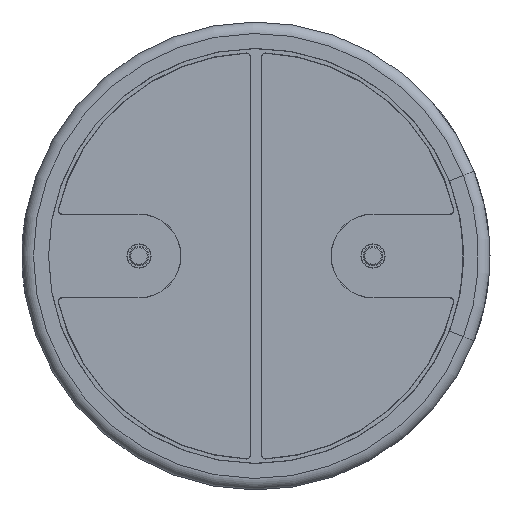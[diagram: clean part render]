
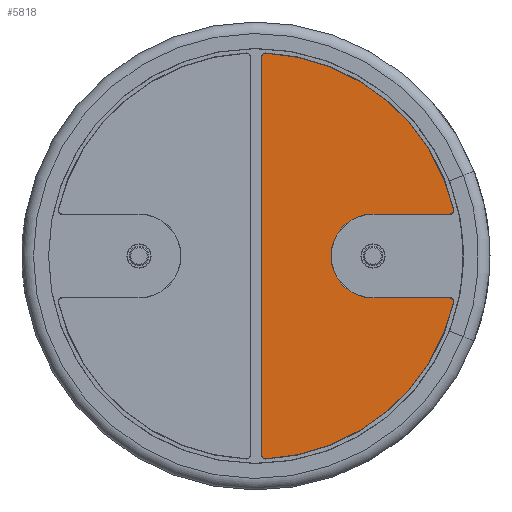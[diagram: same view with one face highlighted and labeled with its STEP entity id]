
A CAD part, front view. The second image highlights one B-rep face of the part: STEP entity #5818.
In plain terms, the highlighted planar face has unit normal (0, -1, 0).
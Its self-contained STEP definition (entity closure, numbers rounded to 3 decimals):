
#61=PLANE('',#6200);
#318=CIRCLE('',#6165,0.185);
#321=CIRCLE('',#6170,0.185);
#324=CIRCLE('',#6174,9.545);
#327=CIRCLE('',#6178,0.185);
#331=CIRCLE('',#6184,1.973);
#335=CIRCLE('',#6190,0.185);
#337=CIRCLE('',#6193,9.545);
#520=FACE_OUTER_BOUND('',#765,.T.);
#765=EDGE_LOOP('',(#4941,#4942,#4943,#4944,#4945,#4946,#4947,#4948,#4949,
#4950));
#1011=LINE('',#12142,#1236);
#1013=LINE('',#12166,#1238);
#1015=LINE('',#12178,#1240);
#1236=VECTOR('',#7006,10.);
#1238=VECTOR('',#7036,10.);
#1240=VECTOR('',#7050,10.);
#2459=VERTEX_POINT('',#12130);
#2462=VERTEX_POINT('',#12135);
#2464=VERTEX_POINT('',#12140);
#2466=VERTEX_POINT('',#12146);
#2468=VERTEX_POINT('',#12152);
#2470=VERTEX_POINT('',#12158);
#2472=VERTEX_POINT('',#12164);
#2474=VERTEX_POINT('',#12170);
#2476=VERTEX_POINT('',#12176);
#2478=VERTEX_POINT('',#12182);
#3298=EDGE_CURVE('',#2462,#2459,#318,.T.);
#3300=EDGE_CURVE('',#2464,#2462,#1011,.T.);
#3303=EDGE_CURVE('',#2466,#2464,#321,.T.);
#3306=EDGE_CURVE('',#2468,#2466,#324,.T.);
#3309=EDGE_CURVE('',#2470,#2468,#327,.T.);
#3312=EDGE_CURVE('',#2472,#2470,#1013,.T.);
#3315=EDGE_CURVE('',#2474,#2472,#331,.T.);
#3318=EDGE_CURVE('',#2476,#2474,#1015,.T.);
#3321=EDGE_CURVE('',#2478,#2476,#335,.T.);
#3323=EDGE_CURVE('',#2459,#2478,#337,.T.);
#4941=ORIENTED_EDGE('',*,*,#3298,.F.);
#4942=ORIENTED_EDGE('',*,*,#3300,.F.);
#4943=ORIENTED_EDGE('',*,*,#3303,.F.);
#4944=ORIENTED_EDGE('',*,*,#3306,.F.);
#4945=ORIENTED_EDGE('',*,*,#3309,.F.);
#4946=ORIENTED_EDGE('',*,*,#3312,.F.);
#4947=ORIENTED_EDGE('',*,*,#3315,.F.);
#4948=ORIENTED_EDGE('',*,*,#3318,.F.);
#4949=ORIENTED_EDGE('',*,*,#3321,.F.);
#4950=ORIENTED_EDGE('',*,*,#3323,.F.);
#5818=ADVANCED_FACE('',(#520),#61,.F.);
#6165=AXIS2_PLACEMENT_3D('',#12137,#7000,#7001);
#6170=AXIS2_PLACEMENT_3D('',#12148,#7012,#7013);
#6174=AXIS2_PLACEMENT_3D('',#12154,#7020,#7021);
#6178=AXIS2_PLACEMENT_3D('',#12160,#7028,#7029);
#6184=AXIS2_PLACEMENT_3D('',#12172,#7042,#7043);
#6190=AXIS2_PLACEMENT_3D('',#12184,#7056,#7057);
#6193=AXIS2_PLACEMENT_3D('',#12187,#7062,#7063);
#6200=AXIS2_PLACEMENT_3D('',#12200,#7082,#7083);
#7000=DIRECTION('center_axis',(0.,1.,0.));
#7001=DIRECTION('ref_axis',(-0.69,0.,0.724));
#7006=DIRECTION('',(0.,0.,1.));
#7012=DIRECTION('center_axis',(0.,1.,0.));
#7013=DIRECTION('ref_axis',(-0.69,0.,-0.724));
#7020=DIRECTION('center_axis',(0.,1.,0.));
#7021=DIRECTION('ref_axis',(0.639,0.,-0.769));
#7028=DIRECTION('center_axis',(0.,1.,0.));
#7029=DIRECTION('ref_axis',(0.784,0.,0.62));
#7036=DIRECTION('',(1.,0.,0.));
#7042=DIRECTION('center_axis',(0.,-1.,0.));
#7043=DIRECTION('ref_axis',(-1.,0.,0.));
#7050=DIRECTION('',(-1.,0.,0.));
#7056=DIRECTION('center_axis',(0.,1.,0.));
#7057=DIRECTION('ref_axis',(0.784,0.,-0.62));
#7062=DIRECTION('center_axis',(0.,1.,0.));
#7063=DIRECTION('ref_axis',(0.639,0.,0.769));
#7082=DIRECTION('center_axis',(0.,1.,0.));
#7083=DIRECTION('ref_axis',(0.,0.,1.));
#12130=CARTESIAN_POINT('',(0.464,-0.1,9.534));
#12135=CARTESIAN_POINT('',(0.27,-0.1,9.349));
#12137=CARTESIAN_POINT('Origin',(0.455,-0.1,9.349));
#12140=CARTESIAN_POINT('',(0.27,-0.1,-9.349));
#12142=CARTESIAN_POINT('',(0.27,-0.1,4.674));
#12146=CARTESIAN_POINT('',(0.464,-0.1,-9.534));
#12148=CARTESIAN_POINT('Origin',(0.455,-0.1,-9.349));
#12152=CARTESIAN_POINT('',(9.288,-0.1,-2.201));
#12154=CARTESIAN_POINT('Origin',(0.,-0.1,0.));
#12158=CARTESIAN_POINT('',(9.108,-0.1,-1.973));
#12160=CARTESIAN_POINT('Origin',(9.108,-0.1,-2.158));
#12164=CARTESIAN_POINT('',(5.5,-0.1,-1.973));
#12166=CARTESIAN_POINT('',(6.945,-0.1,-1.973));
#12170=CARTESIAN_POINT('',(5.5,-0.1,1.973));
#12172=CARTESIAN_POINT('Origin',(5.5,-0.1,0.));
#12176=CARTESIAN_POINT('',(9.108,-0.1,1.973));
#12178=CARTESIAN_POINT('',(5.141,-0.1,1.973));
#12182=CARTESIAN_POINT('',(9.288,-0.1,2.201));
#12184=CARTESIAN_POINT('Origin',(9.108,-0.1,2.158));
#12187=CARTESIAN_POINT('Origin',(0.,-0.1,0.));
#12200=CARTESIAN_POINT('Origin',(4.781,-0.1,0.));
